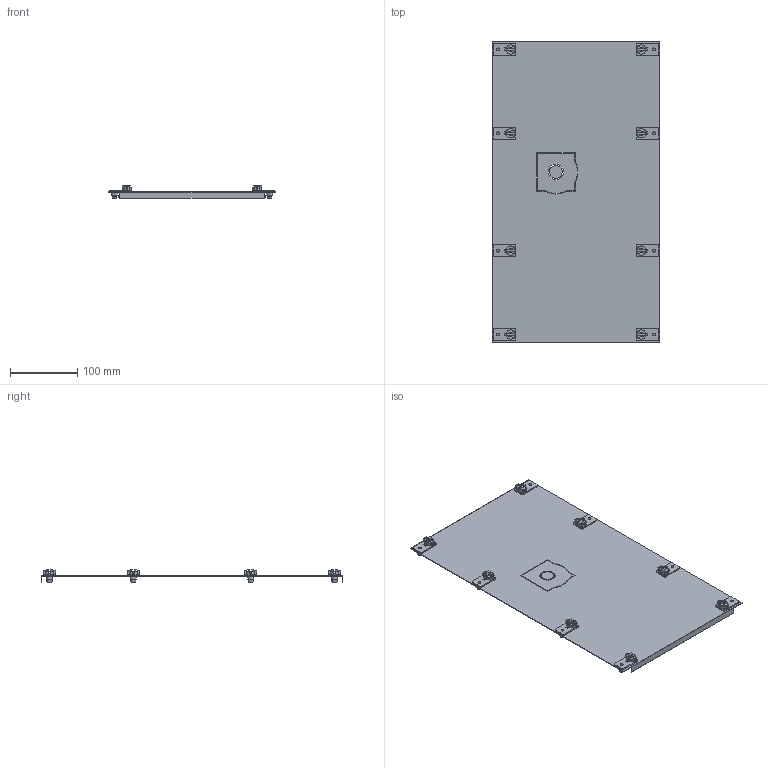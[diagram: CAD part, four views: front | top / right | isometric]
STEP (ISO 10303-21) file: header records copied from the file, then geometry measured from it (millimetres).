
FILE_DESCRIPTION((''),'2;1');
FILE_NAME('CP_1-3_F_4X_BLACK_ASM','2023-01-25T11:45:42',('klemen.sitar'),('Audax d.o.o.'),'CREO PARAMETRIC BY PTC INC, 2021304','CREO PARAMETRIC BY PTC INC, 2021304','');
FILE_SCHEMA(('AP242_MANAGED_MODEL_BASED_3D_ENGINEERING_MIM_LF { 1 0 10303 442 1 1 4 }'));
Length unit declared in the file: millimetre
Products named in the file (9): ZU_1; PRT0002_1_1_1_1_1_1_2_3_1; PRT0003_1_1_1_1_1_1_2_3_1; BLACK_PIN_ASM_1_ASM_1_ASM_1_A_5_ASM; COVER_ASM_2_ASM; PRT0002_1_1_1_1_1_1; T1_ASM_1_ASM; CP_S1-PART_ASM; CP_1-3_F_4X_BLACK_ASM
Assembly tree (15 placements, depth 4):
  CP_1-3_F_4X_BLACK_ASM
    COVER_ASM_2_ASM
      ZU_1
      BLACK_PIN_ASM_1_ASM_1_ASM_1_A_5_ASM  x8
        PRT0002_1_1_1_1_1_1_2_3_1
        PRT0003_1_1_1_1_1_1_2_3_1
    CP_S1-PART_ASM
      T1_ASM_1_ASM
        PRT0002_1_1_1_1_1_1
Bounding box: 250 x 450 x 18.6 mm (x, y, z)
Volume: 138238.7 mm3; surface area: 256427.6 mm2
Topology: 18 solids, 18 shells, 716 faces, 2064 edges, 1398 vertices
Faces by surface type: plane 450, cylinder 250, cone 16
Entity records: 8971 total; most frequent: CARTESIAN_POINT 1244, DIRECTION 1071, ORIENTED_EDGE 994, PRESENTATION_STYLE_ASSIGNMENT 522, STYLED_ITEM 522, CURVE_STYLE 518, EDGE_CURVE 497, AXIS2_PLACEMENT_3D 372
